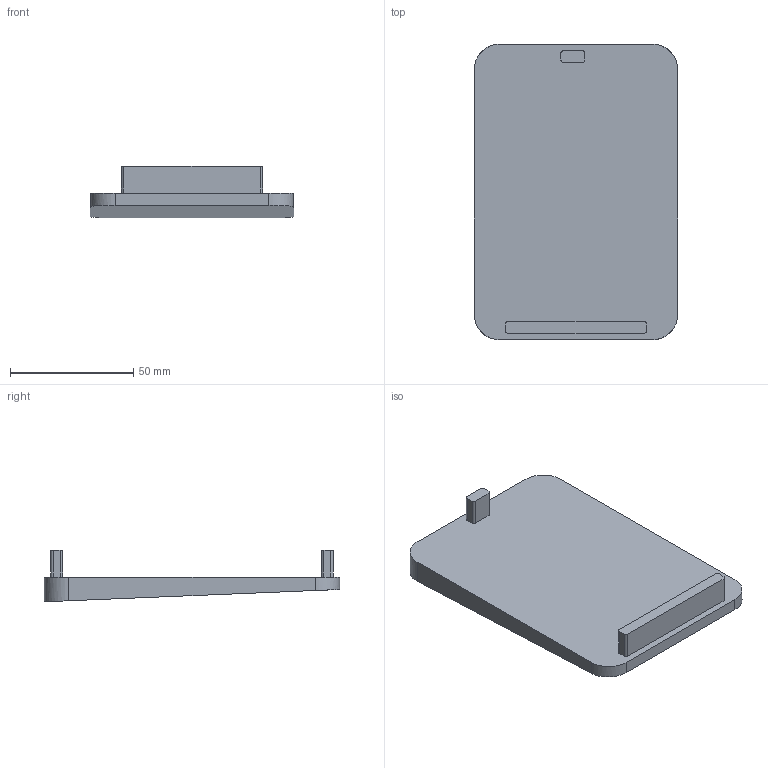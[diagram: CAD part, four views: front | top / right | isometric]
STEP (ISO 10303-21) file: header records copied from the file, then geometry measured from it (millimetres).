
FILE_DESCRIPTION(/* description */ (''),/* implementation_level */ '2;1');
FILE_NAME(/* name */ '613b42ce-8447-4960-8b5e-c47f5a3f1e50.stp',/* time_stamp */ '2024-10-17T13:58:22Z',/* author */ (''),/* organization */ (''),/* preprocessor_version */ 'ST-DEVELOPER v20',/* originating_system */ 'Autodesk Translation Framework v13.20.0.188',/* authorisation */ '');
FILE_SCHEMA (('AUTOMOTIVE_DESIGN { 1 0 10303 214 3 1 1 }'));
Length unit declared in the file: millimetre
Products named in the file (1): iCtrl Case_Stand
Bounding box: 82.5 x 120 x 20.95 mm (x, y, z)
Volume: 77114.2 mm3; surface area: 24187.7 mm2
Topology: 1 solids, 1 shells, 28 faces, 72 edges, 48 vertices
Faces by surface type: plane 16, cylinder 12
Entity records: 900 total; most frequent: DIRECTION 154, CARTESIAN_POINT 149, ORIENTED_EDGE 144, EDGE_CURVE 72, AXIS2_PLACEMENT_3D 53, LINE 48, VECTOR 48, VERTEX_POINT 48
